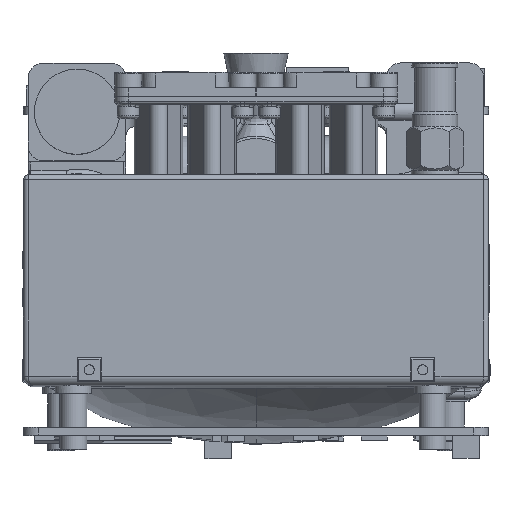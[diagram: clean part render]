
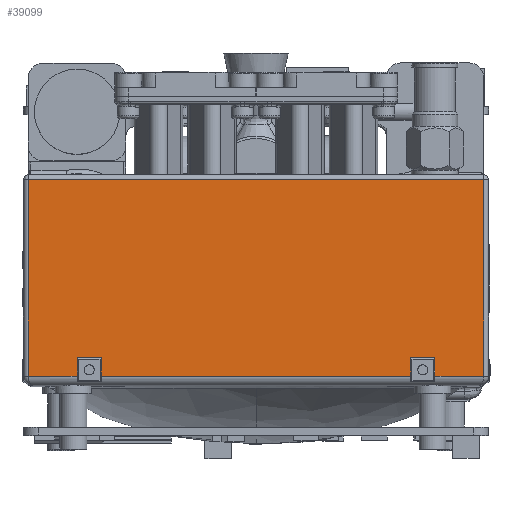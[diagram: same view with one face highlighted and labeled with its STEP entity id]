
A CAD part, top view. The second image highlights one B-rep face of the part: STEP entity #39099.
In plain terms, the highlighted planar face has unit normal (0, 0, 1).
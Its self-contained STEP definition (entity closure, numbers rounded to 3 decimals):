
#223 = CARTESIAN_POINT ( 'NONE',  ( -31.7, -62.5, 47.7 ) ) ;
#4123 = VERTEX_POINT ( 'NONE', #130773 ) ;
#6600 = DIRECTION ( 'NONE',  ( 0., 1., 0. ) ) ;
#7407 = DIRECTION ( 'NONE',  ( 1., 0., 0. ) ) ;
#7885 = LINE ( 'NONE', #35801, #126122 ) ;
#8155 = ORIENTED_EDGE ( 'NONE', *, *, #141032, .T. ) ;
#9738 = DIRECTION ( 'NONE',  ( 1., 0., 0. ) ) ;
#10152 = LINE ( 'NONE', #166105, #70539 ) ;
#11715 = DIRECTION ( 'NONE',  ( 0., -1., 0. ) ) ;
#12081 = CARTESIAN_POINT ( 'NONE',  ( 31.7, -62.5, 47.7 ) ) ;
#17632 = ORIENTED_EDGE ( 'NONE', *, *, #53806, .T. ) ;
#20291 = VERTEX_POINT ( 'NONE', #180770 ) ;
#23403 = LINE ( 'NONE', #109258, #184414 ) ;
#23747 = ORIENTED_EDGE ( 'NONE', *, *, #32754, .T. ) ;
#28803 = CARTESIAN_POINT ( 'NONE',  ( -47.7, -62.5, 47.7 ) ) ;
#32754 = EDGE_CURVE ( 'NONE', #100994, #4123, #135219, .T. ) ;
#33064 = ORIENTED_EDGE ( 'NONE', *, *, #35253, .T. ) ;
#35253 = EDGE_CURVE ( 'NONE', #20291, #40716, #10152, .T. ) ;
#35801 = CARTESIAN_POINT ( 'NONE',  ( -46.7, -68.3, 47.7 ) ) ;
#38958 = LINE ( 'NONE', #165154, #63300 ) ;
#39099 = ADVANCED_FACE ( 'NONE', ( #130873 ), #173907, .T. ) ;
#40716 = VERTEX_POINT ( 'NONE', #102632 ) ;
#43189 = DIRECTION ( 'NONE',  ( 0., 1., 0. ) ) ;
#43333 = CARTESIAN_POINT ( 'NONE',  ( -46.7, -66.3, 47.7 ) ) ;
#45836 = CARTESIAN_POINT ( 'NONE',  ( 46.7, -68.3, 47.7 ) ) ;
#53425 = CARTESIAN_POINT ( 'NONE',  ( -36.7, -66.3, 47.7 ) ) ;
#53806 = EDGE_CURVE ( 'NONE', #176972, #78751, #124523, .T. ) ;
#54078 = CARTESIAN_POINT ( 'NONE',  ( 36.7, -62.5, 47.7 ) ) ;
#55641 = CARTESIAN_POINT ( 'NONE',  ( 46.7, -26., 47.7 ) ) ;
#57257 = VECTOR ( 'NONE', #134270, 1000. ) ;
#58016 = VECTOR ( 'NONE', #81084, 1000. ) ;
#63300 = VECTOR ( 'NONE', #152948, 1000. ) ;
#65294 = LINE ( 'NONE', #66212, #58016 ) ;
#66212 = CARTESIAN_POINT ( 'NONE',  ( -47.7, -62.5, 47.7 ) ) ;
#66349 = VECTOR ( 'NONE', #139028, 1000. ) ;
#70539 = VECTOR ( 'NONE', #7407, 1000. ) ;
#72901 = ORIENTED_EDGE ( 'NONE', *, *, #177705, .T. ) ;
#72983 = LINE ( 'NONE', #114210, #123354 ) ;
#73076 = EDGE_CURVE ( 'NONE', #78751, #100994, #132618, .T. ) ;
#74687 = VECTOR ( 'NONE', #11715, 1000. ) ;
#76013 = ORIENTED_EDGE ( 'NONE', *, *, #161847, .T. ) ;
#77487 = ORIENTED_EDGE ( 'NONE', *, *, #105264, .T. ) ;
#78751 = VERTEX_POINT ( 'NONE', #151561 ) ;
#81084 = DIRECTION ( 'NONE',  ( 1., 0., 0. ) ) ;
#87483 = ORIENTED_EDGE ( 'NONE', *, *, #113523, .T. ) ;
#88832 = VERTEX_POINT ( 'NONE', #223 ) ;
#93415 = VECTOR ( 'NONE', #9738, 1000. ) ;
#94488 = EDGE_CURVE ( 'NONE', #146201, #122953, #65294, .T. ) ;
#94752 = CARTESIAN_POINT ( 'NONE',  ( -36.7, -68.3, 47.7 ) ) ;
#94931 = DIRECTION ( 'NONE',  ( 1., 0., 0. ) ) ;
#95447 = CARTESIAN_POINT ( 'NONE',  ( -47.7, -66.3, 47.7 ) ) ;
#97856 = LINE ( 'NONE', #28803, #66349 ) ;
#100313 = EDGE_LOOP ( 'NONE', ( #72901, #17632, #111431, #23747, #76013, #8155, #167326, #149683, #77487, #33064, #87483, #171679 ) ) ;
#100994 = VERTEX_POINT ( 'NONE', #55641 ) ;
#102632 = CARTESIAN_POINT ( 'NONE',  ( 31.7, -66.3, 47.7 ) ) ;
#104107 = VECTOR ( 'NONE', #123818, 1000. ) ;
#104914 = DIRECTION ( 'NONE',  ( 0., -1., 0. ) ) ;
#105264 = EDGE_CURVE ( 'NONE', #88832, #20291, #38958, .T. ) ;
#105866 = VERTEX_POINT ( 'NONE', #43333 ) ;
#109064 = VERTEX_POINT ( 'NONE', #53425 ) ;
#109258 = CARTESIAN_POINT ( 'NONE',  ( -47.7, -66.3, 47.7 ) ) ;
#110544 = AXIS2_PLACEMENT_3D ( 'NONE', #126773, #181954, #94931 ) ;
#111431 = ORIENTED_EDGE ( 'NONE', *, *, #73076, .T. ) ;
#113523 = EDGE_CURVE ( 'NONE', #40716, #146201, #72983, .T. ) ;
#114210 = CARTESIAN_POINT ( 'NONE',  ( 31.7, -68.3, 47.7 ) ) ;
#119147 = CARTESIAN_POINT ( 'NONE',  ( -36.7, -62.5, 47.7 ) ) ;
#122558 = CARTESIAN_POINT ( 'NONE',  ( 36.7, -66.3, 47.7 ) ) ;
#122953 = VERTEX_POINT ( 'NONE', #54078 ) ;
#123026 = CARTESIAN_POINT ( 'NONE',  ( -47.7, -26., 47.7 ) ) ;
#123354 = VECTOR ( 'NONE', #43189, 1000. ) ;
#123818 = DIRECTION ( 'NONE',  ( 0., 1., 0. ) ) ;
#124523 = LINE ( 'NONE', #95447, #93415 ) ;
#125116 = DIRECTION ( 'NONE',  ( 1., 0., 0. ) ) ;
#126122 = VECTOR ( 'NONE', #104914, 1000. ) ;
#126773 = CARTESIAN_POINT ( 'NONE',  ( -47.7, -68.3, 47.7 ) ) ;
#130773 = CARTESIAN_POINT ( 'NONE',  ( -46.7, -26., 47.7 ) ) ;
#130873 = FACE_OUTER_BOUND ( 'NONE', #100313, .T. ) ;
#132618 = LINE ( 'NONE', #45836, #158936 ) ;
#134270 = DIRECTION ( 'NONE',  ( -1., 0., 0. ) ) ;
#135177 = EDGE_CURVE ( 'NONE', #149282, #88832, #97856, .T. ) ;
#135219 = LINE ( 'NONE', #123026, #57257 ) ;
#139028 = DIRECTION ( 'NONE',  ( 1., 0., 0. ) ) ;
#141032 = EDGE_CURVE ( 'NONE', #105866, #109064, #23403, .T. ) ;
#146201 = VERTEX_POINT ( 'NONE', #12081 ) ;
#149282 = VERTEX_POINT ( 'NONE', #119147 ) ;
#149683 = ORIENTED_EDGE ( 'NONE', *, *, #135177, .T. ) ;
#151129 = LINE ( 'NONE', #169544, #74687 ) ;
#151561 = CARTESIAN_POINT ( 'NONE',  ( 46.7, -66.3, 47.7 ) ) ;
#152948 = DIRECTION ( 'NONE',  ( 0., -1., 0. ) ) ;
#158936 = VECTOR ( 'NONE', #6600, 1000. ) ;
#161847 = EDGE_CURVE ( 'NONE', #4123, #105866, #7885, .T. ) ;
#165154 = CARTESIAN_POINT ( 'NONE',  ( -31.7, -68.3, 47.7 ) ) ;
#166105 = CARTESIAN_POINT ( 'NONE',  ( -47.7, -66.3, 47.7 ) ) ;
#167326 = ORIENTED_EDGE ( 'NONE', *, *, #181305, .T. ) ;
#167765 = LINE ( 'NONE', #94752, #104107 ) ;
#169544 = CARTESIAN_POINT ( 'NONE',  ( 36.7, -68.3, 47.7 ) ) ;
#171679 = ORIENTED_EDGE ( 'NONE', *, *, #94488, .T. ) ;
#173907 = PLANE ( 'NONE',  #110544 ) ;
#176972 = VERTEX_POINT ( 'NONE', #122558 ) ;
#177705 = EDGE_CURVE ( 'NONE', #122953, #176972, #151129, .T. ) ;
#180770 = CARTESIAN_POINT ( 'NONE',  ( -31.7, -66.3, 47.7 ) ) ;
#181305 = EDGE_CURVE ( 'NONE', #109064, #149282, #167765, .T. ) ;
#181954 = DIRECTION ( 'NONE',  ( 0., 0., 1. ) ) ;
#184414 = VECTOR ( 'NONE', #125116, 1000. ) ;
